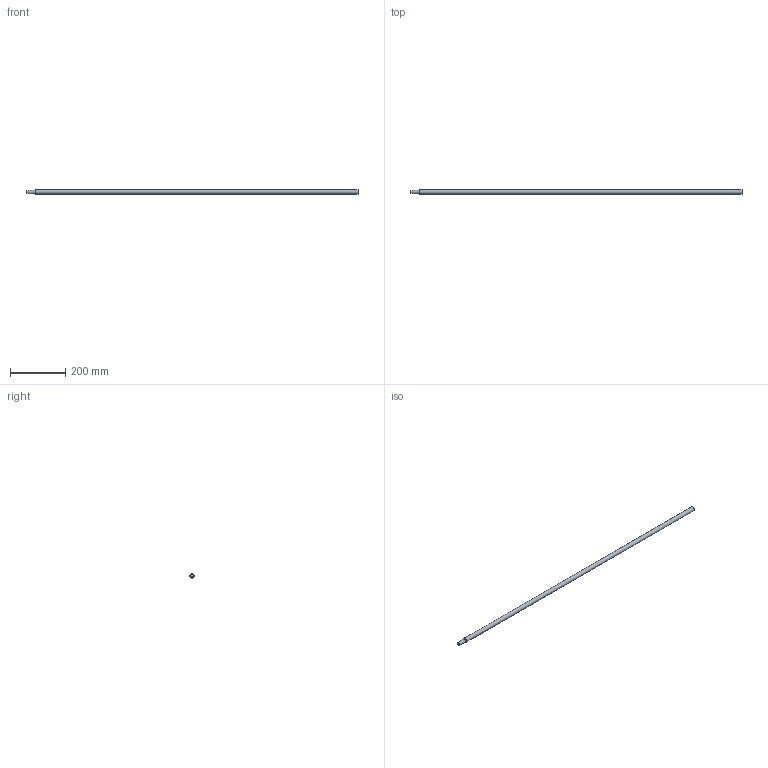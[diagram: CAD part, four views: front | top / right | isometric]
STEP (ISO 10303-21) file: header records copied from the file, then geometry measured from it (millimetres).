
FILE_DESCRIPTION(/* description */ (''),/* implementation_level */ '2;1');
FILE_NAME(/* name */ '505010.16.1200 ZK 16-1200.ipt.stp',/* time_stamp */ '2023-05-19T14:07:03+03:00',/* author */ ('Man49'),/* organization */ (''),/* preprocessor_version */ 'ST-DEVELOPER v19.2',/* originating_system */ 'Autodesk Inventor 2023',/* authorisation */ '');
FILE_SCHEMA (('AUTOMOTIVE_DESIGN { 1 0 10303 214 3 1 1 }'));
Length unit declared in the file: millimetre
Products named in the file (1): Деталь2-05
Bounding box: 1200 x 16 x 16 mm (x, y, z)
Volume: 234579.1 mm3; surface area: 61158.3 mm2
Topology: 1 solids, 1 shells, 7 faces, 14 edges, 8 vertices
Faces by surface type: cone 5, cylinder 1, plane 1
Full cylindrical faces by diameter (mm): 16 x1
Entity records: 220 total; most frequent: DIRECTION 34, CARTESIAN_POINT 28, ORIENTED_EDGE 24, AXIS2_PLACEMENT_3D 14, EDGE_CURVE 12, EDGE_LOOP 8, VERTEX_POINT 8, STYLED_ITEM 8
